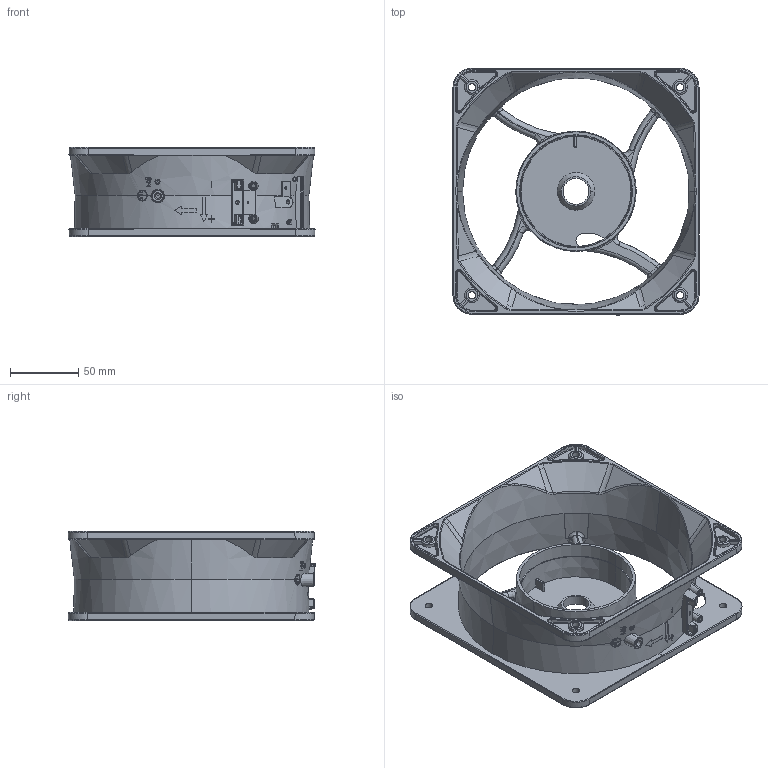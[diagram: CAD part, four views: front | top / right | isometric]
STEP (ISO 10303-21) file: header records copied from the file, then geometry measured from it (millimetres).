
FILE_DESCRIPTION (( 'STEP AP203' ), '1' );
FILE_NAME ('OD180APL_m0_frame.stp', '2022-04-08T22:00:53', ( '' ), ( '' ), 'SwSTEP 2.0', 'SolidWorks 2018', '' );
FILE_SCHEMA (( 'CONFIG_CONTROL_DESIGN' ));
Products named in the file (1): OD180APL_m0_frame
Bounding box: 179.94 x 181.08 x 65.2 mm (x, y, z)
Volume: 210996.2 mm3; surface area: 141908.2 mm2
Topology: 1 solids, 1 shells, 1052 faces, 2670 edges, 1623 vertices
Faces by surface type: bspline 295, plane 265, cylinder 242, cone 134, torus 98, sphere 18
Entity records: 53743 total; most frequent: CARTESIAN_POINT 34370, ORIENTED_EDGE 5290, EDGE_CURVE 2645, B_SPLINE_CURVE_WITH_KNOTS 2092, DIRECTION 2089, VERTEX_POINT 1621, EDGE_LOOP 1114, FACE_OUTER_BOUND 1052
